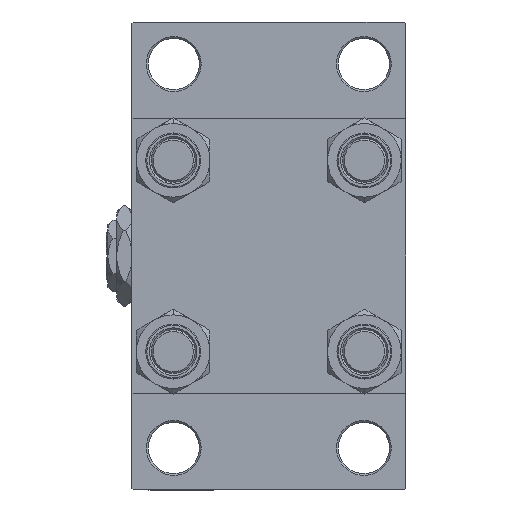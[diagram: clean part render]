
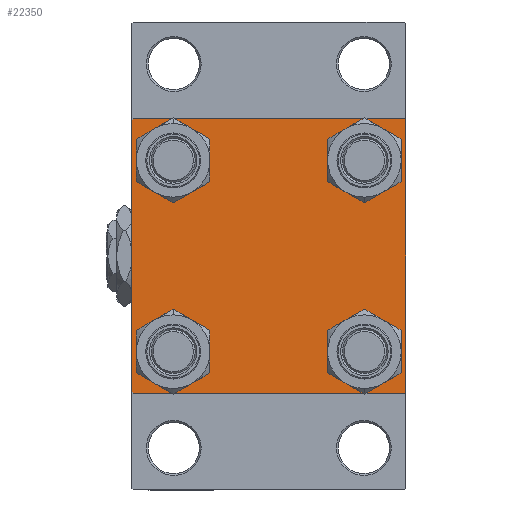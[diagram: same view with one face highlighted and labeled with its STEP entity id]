
A CAD part, left-side view. The second image highlights one B-rep face of the part: STEP entity #22350.
In plain terms, the highlighted planar face has unit normal (-1, 0, 0).
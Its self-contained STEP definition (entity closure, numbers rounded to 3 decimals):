
#40 = DIRECTION ( 'NONE',  ( 0., 0., 1. ) ) ;
#121 = ORIENTED_EDGE ( 'NONE', *, *, #8615, .T. ) ;
#1114 = VECTOR ( 'NONE', #38879, 1000. ) ;
#1868 = EDGE_CURVE ( 'NONE', #43666, #43586, #39685, .T. ) ;
#2457 = VERTEX_POINT ( 'NONE', #32690 ) ;
#2641 = CARTESIAN_POINT ( 'NONE',  ( 0., 37.5, -37. ) ) ;
#2902 = ORIENTED_EDGE ( 'NONE', *, *, #43962, .F. ) ;
#3087 = EDGE_CURVE ( 'NONE', #42716, #24913, #8249, .T. ) ;
#3594 = DIRECTION ( 'NONE',  ( 1., 0., 0. ) ) ;
#3683 = VECTOR ( 'NONE', #6334, 1000. ) ;
#3856 = VERTEX_POINT ( 'NONE', #4671 ) ;
#3914 = ORIENTED_EDGE ( 'NONE', *, *, #8287, .T. ) ;
#4314 = CIRCLE ( 'NONE', #12230, 6.5 ) ;
#4671 = CARTESIAN_POINT ( 'NONE',  ( 0., 26.15, 32.65 ) ) ;
#5222 = EDGE_CURVE ( 'NONE', #42890, #3856, #35167, .T. ) ;
#5266 = CARTESIAN_POINT ( 'NONE',  ( 0., 37.5, 37.5 ) ) ;
#5457 = VERTEX_POINT ( 'NONE', #37440 ) ;
#5551 = AXIS2_PLACEMENT_3D ( 'NONE', #44303, #48251, #14397 ) ;
#6162 = DIRECTION ( 'NONE',  ( 1., 0., 0. ) ) ;
#6334 = DIRECTION ( 'NONE',  ( 0., 0.707, -0.707 ) ) ;
#6727 = FACE_BOUND ( 'NONE', #48717, .T. ) ;
#6762 = ORIENTED_EDGE ( 'NONE', *, *, #25219, .T. ) ;
#6887 = EDGE_CURVE ( 'NONE', #24916, #28250, #18662, .T. ) ;
#7081 = VERTEX_POINT ( 'NONE', #42952 ) ;
#7227 = DIRECTION ( 'NONE',  ( 1., 0., 0. ) ) ;
#7457 = VECTOR ( 'NONE', #19628, 1000. ) ;
#7588 = CARTESIAN_POINT ( 'NONE',  ( 0., 26.15, 26.15 ) ) ;
#7940 = CIRCLE ( 'NONE', #23745, 6.5 ) ;
#7969 = CARTESIAN_POINT ( 'NONE',  ( 0., 26.15, -26.15 ) ) ;
#8249 = LINE ( 'NONE', #23093, #7457 ) ;
#8287 = EDGE_CURVE ( 'NONE', #46168, #2457, #25882, .T. ) ;
#8615 = EDGE_CURVE ( 'NONE', #5457, #42716, #26487, .T. ) ;
#11644 = EDGE_CURVE ( 'NONE', #28250, #24916, #14741, .T. ) ;
#11822 = ORIENTED_EDGE ( 'NONE', *, *, #22733, .T. ) ;
#11928 = DIRECTION ( 'NONE',  ( 1., 0., 0. ) ) ;
#12230 = AXIS2_PLACEMENT_3D ( 'NONE', #14886, #7227, #40 ) ;
#13181 = CARTESIAN_POINT ( 'NONE',  ( 0., 37.5, 37.5 ) ) ;
#13673 = CARTESIAN_POINT ( 'NONE',  ( 0., 26.15, 26.15 ) ) ;
#14397 = DIRECTION ( 'NONE',  ( 0., 0., 1. ) ) ;
#14570 = CIRCLE ( 'NONE', #45350, 6.5 ) ;
#14614 = DIRECTION ( 'NONE',  ( 1., 0., 0. ) ) ;
#14647 = PLANE ( 'NONE',  #5551 ) ;
#14741 = CIRCLE ( 'NONE', #21059, 6.5 ) ;
#14886 = CARTESIAN_POINT ( 'NONE',  ( 0., -26.15, 26.15 ) ) ;
#15163 = ORIENTED_EDGE ( 'NONE', *, *, #21026, .T. ) ;
#15513 = VERTEX_POINT ( 'NONE', #23023 ) ;
#15777 = CARTESIAN_POINT ( 'NONE',  ( 0., -26.15, -26.15 ) ) ;
#15859 = VECTOR ( 'NONE', #21063, 1000. ) ;
#16109 = DIRECTION ( 'NONE',  ( 1., 0., 0. ) ) ;
#16583 = CARTESIAN_POINT ( 'NONE',  ( 0., -26.15, 26.15 ) ) ;
#16597 = LINE ( 'NONE', #39324, #20526 ) ;
#16888 = ORIENTED_EDGE ( 'NONE', *, *, #6887, .T. ) ;
#16963 = AXIS2_PLACEMENT_3D ( 'NONE', #13673, #17620, #28754 ) ;
#17324 = LINE ( 'NONE', #32405, #36312 ) ;
#17620 = DIRECTION ( 'NONE',  ( 1., 0., 0. ) ) ;
#18322 = DIRECTION ( 'NONE',  ( 0., 0., 1. ) ) ;
#18357 = FACE_BOUND ( 'NONE', #42076, .T. ) ;
#18662 = CIRCLE ( 'NONE', #26572, 6.5 ) ;
#18871 = CARTESIAN_POINT ( 'NONE',  ( 0., 26.15, 19.65 ) ) ;
#19113 = CARTESIAN_POINT ( 'NONE',  ( 0., 37.25, 37.25 ) ) ;
#19408 = DIRECTION ( 'NONE',  ( 0., 0., 1. ) ) ;
#19628 = DIRECTION ( 'NONE',  ( 0., -0.707, 0.707 ) ) ;
#20171 = CARTESIAN_POINT ( 'NONE',  ( 0., -26.15, -19.65 ) ) ;
#20184 = AXIS2_PLACEMENT_3D ( 'NONE', #7588, #33798, #45396 ) ;
#20526 = VECTOR ( 'NONE', #35849, 1000. ) ;
#21026 = EDGE_CURVE ( 'NONE', #7081, #25643, #7940, .T. ) ;
#21059 = AXIS2_PLACEMENT_3D ( 'NONE', #43043, #16109, #31200 ) ;
#21063 = DIRECTION ( 'NONE',  ( 0., -0.707, -0.707 ) ) ;
#21276 = EDGE_CURVE ( 'NONE', #43307, #5457, #29201, .T. ) ;
#21626 = EDGE_LOOP ( 'NONE', ( #6762, #24979, #121, #40044, #32334, #11822, #2902, #3914 ) ) ;
#21685 = EDGE_CURVE ( 'NONE', #28762, #24913, #16597, .T. ) ;
#22032 = CARTESIAN_POINT ( 'NONE',  ( 0., 37.25, -37.25 ) ) ;
#22282 = DIRECTION ( 'NONE',  ( 0., -1., 0. ) ) ;
#22350 = ADVANCED_FACE ( 'NONE', ( #28752, #6727, #18357, #26028, #25296 ), #14647, .T. ) ;
#22733 = EDGE_CURVE ( 'NONE', #28762, #15513, #17324, .T. ) ;
#23023 = CARTESIAN_POINT ( 'NONE',  ( 0., -37., 37.5 ) ) ;
#23093 = CARTESIAN_POINT ( 'NONE',  ( 0., -37.25, -37.25 ) ) ;
#23391 = EDGE_LOOP ( 'NONE', ( #48646, #26839 ) ) ;
#23745 = AXIS2_PLACEMENT_3D ( 'NONE', #7969, #11928, #30476 ) ;
#24160 = CARTESIAN_POINT ( 'NONE',  ( 0., 37., 37.5 ) ) ;
#24913 = VERTEX_POINT ( 'NONE', #46356 ) ;
#24916 = VERTEX_POINT ( 'NONE', #20171 ) ;
#24943 = VECTOR ( 'NONE', #22282, 1000. ) ;
#24979 = ORIENTED_EDGE ( 'NONE', *, *, #21276, .T. ) ;
#25062 = ORIENTED_EDGE ( 'NONE', *, *, #41546, .T. ) ;
#25219 = EDGE_CURVE ( 'NONE', #2457, #43307, #38882, .T. ) ;
#25296 = FACE_OUTER_BOUND ( 'NONE', #21626, .T. ) ;
#25643 = VERTEX_POINT ( 'NONE', #41249 ) ;
#25882 = LINE ( 'NONE', #19113, #3683 ) ;
#26028 = FACE_BOUND ( 'NONE', #39112, .T. ) ;
#26487 = LINE ( 'NONE', #44515, #24943 ) ;
#26572 = AXIS2_PLACEMENT_3D ( 'NONE', #15777, #14614, #18322 ) ;
#26651 = ORIENTED_EDGE ( 'NONE', *, *, #45551, .T. ) ;
#26839 = ORIENTED_EDGE ( 'NONE', *, *, #1868, .T. ) ;
#27237 = CIRCLE ( 'NONE', #16963, 6.5 ) ;
#28250 = VERTEX_POINT ( 'NONE', #45282 ) ;
#28494 = LINE ( 'NONE', #5266, #1114 ) ;
#28752 = FACE_BOUND ( 'NONE', #23391, .T. ) ;
#28754 = DIRECTION ( 'NONE',  ( 0., 0., 1. ) ) ;
#28762 = VERTEX_POINT ( 'NONE', #36541 ) ;
#29201 = LINE ( 'NONE', #22032, #15859 ) ;
#29673 = DIRECTION ( 'NONE',  ( 0., 0.707, 0.707 ) ) ;
#30476 = DIRECTION ( 'NONE',  ( 0., 0., 1. ) ) ;
#31200 = DIRECTION ( 'NONE',  ( 0., 0., 1. ) ) ;
#31339 = ORIENTED_EDGE ( 'NONE', *, *, #11644, .T. ) ;
#31668 = DIRECTION ( 'NONE',  ( 0., 0., 1. ) ) ;
#31734 = DIRECTION ( 'NONE',  ( 0., 0., -1. ) ) ;
#32334 = ORIENTED_EDGE ( 'NONE', *, *, #21685, .F. ) ;
#32405 = CARTESIAN_POINT ( 'NONE',  ( 0., -37.25, 37.25 ) ) ;
#32690 = CARTESIAN_POINT ( 'NONE',  ( 0., 37.5, 37. ) ) ;
#33465 = CARTESIAN_POINT ( 'NONE',  ( 0., -26.15, 19.65 ) ) ;
#33798 = DIRECTION ( 'NONE',  ( 1., 0., 0. ) ) ;
#35167 = CIRCLE ( 'NONE', #20184, 6.5 ) ;
#35849 = DIRECTION ( 'NONE',  ( 0., 0., -1. ) ) ;
#36312 = VECTOR ( 'NONE', #29673, 1000. ) ;
#36541 = CARTESIAN_POINT ( 'NONE',  ( 0., -37.5, 37. ) ) ;
#37440 = CARTESIAN_POINT ( 'NONE',  ( 0., 37., -37.5 ) ) ;
#38879 = DIRECTION ( 'NONE',  ( 0., -1., 0. ) ) ;
#38882 = LINE ( 'NONE', #13181, #39557 ) ;
#39112 = EDGE_LOOP ( 'NONE', ( #26651, #45012 ) ) ;
#39324 = CARTESIAN_POINT ( 'NONE',  ( 0., -37.5, 37.5 ) ) ;
#39557 = VECTOR ( 'NONE', #31734, 1000. ) ;
#39685 = CIRCLE ( 'NONE', #40170, 6.5 ) ;
#40044 = ORIENTED_EDGE ( 'NONE', *, *, #3087, .T. ) ;
#40170 = AXIS2_PLACEMENT_3D ( 'NONE', #16583, #6162, #31668 ) ;
#40390 = CARTESIAN_POINT ( 'NONE',  ( 0., -26.15, 32.65 ) ) ;
#41159 = CARTESIAN_POINT ( 'NONE',  ( 0., 26.15, -26.15 ) ) ;
#41249 = CARTESIAN_POINT ( 'NONE',  ( 0., 26.15, -32.65 ) ) ;
#41546 = EDGE_CURVE ( 'NONE', #25643, #7081, #14570, .T. ) ;
#42076 = EDGE_LOOP ( 'NONE', ( #15163, #25062 ) ) ;
#42716 = VERTEX_POINT ( 'NONE', #48279 ) ;
#42890 = VERTEX_POINT ( 'NONE', #18871 ) ;
#42952 = CARTESIAN_POINT ( 'NONE',  ( 0., 26.15, -19.65 ) ) ;
#43043 = CARTESIAN_POINT ( 'NONE',  ( 0., -26.15, -26.15 ) ) ;
#43307 = VERTEX_POINT ( 'NONE', #2641 ) ;
#43586 = VERTEX_POINT ( 'NONE', #40390 ) ;
#43666 = VERTEX_POINT ( 'NONE', #33465 ) ;
#43962 = EDGE_CURVE ( 'NONE', #46168, #15513, #28494, .T. ) ;
#44303 = CARTESIAN_POINT ( 'NONE',  ( 0., 0., 0. ) ) ;
#44515 = CARTESIAN_POINT ( 'NONE',  ( 0., 37.5, -37.5 ) ) ;
#45012 = ORIENTED_EDGE ( 'NONE', *, *, #5222, .T. ) ;
#45282 = CARTESIAN_POINT ( 'NONE',  ( 0., -26.15, -32.65 ) ) ;
#45350 = AXIS2_PLACEMENT_3D ( 'NONE', #41159, #3594, #19408 ) ;
#45396 = DIRECTION ( 'NONE',  ( 0., 0., 1. ) ) ;
#45551 = EDGE_CURVE ( 'NONE', #3856, #42890, #27237, .T. ) ;
#45671 = EDGE_CURVE ( 'NONE', #43586, #43666, #4314, .T. ) ;
#46168 = VERTEX_POINT ( 'NONE', #24160 ) ;
#46356 = CARTESIAN_POINT ( 'NONE',  ( 0., -37.5, -37. ) ) ;
#48251 = DIRECTION ( 'NONE',  ( -1., 0., 0. ) ) ;
#48279 = CARTESIAN_POINT ( 'NONE',  ( 0., -37., -37.5 ) ) ;
#48646 = ORIENTED_EDGE ( 'NONE', *, *, #45671, .T. ) ;
#48717 = EDGE_LOOP ( 'NONE', ( #16888, #31339 ) ) ;
